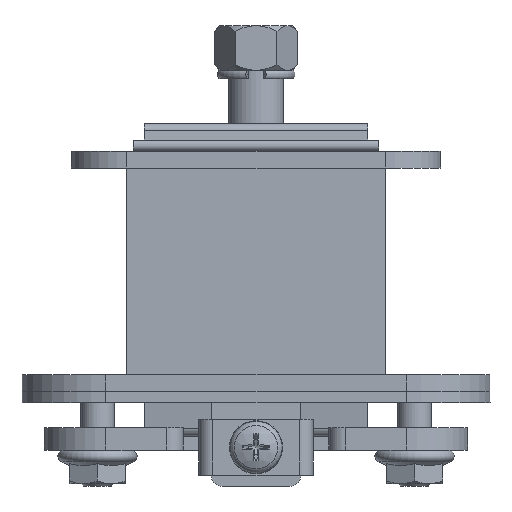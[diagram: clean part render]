
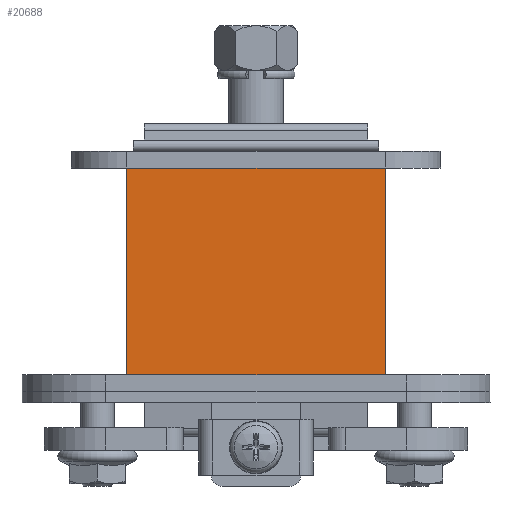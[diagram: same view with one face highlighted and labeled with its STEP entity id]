
A CAD part, front view. The second image highlights one B-rep face of the part: STEP entity #20688.
In plain terms, the highlighted planar face has unit normal (0, -1, 0).
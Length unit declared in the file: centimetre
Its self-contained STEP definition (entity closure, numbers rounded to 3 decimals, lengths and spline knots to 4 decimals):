
#1824=FACE_OUTER_BOUND('',#3145,.T.);
#3145=EDGE_LOOP('',(#17399,#17400,#17401,#17402));
#5645=LINE('',#35491,#7172);
#5720=LINE('',#35954,#7247);
#5726=LINE('',#35977,#7253);
#5727=LINE('',#35979,#7254);
#7172=VECTOR('',#28550,1.);
#7247=VECTOR('',#28825,1.);
#7253=VECTOR('',#28857,1.);
#7254=VECTOR('',#28860,1.);
#8902=VERTEX_POINT('',#35489);
#8903=VERTEX_POINT('',#35490);
#8989=VERTEX_POINT('',#35948);
#8991=VERTEX_POINT('',#35952);
#11682=EDGE_CURVE('',#8902,#8903,#5645,.T.);
#11821=EDGE_CURVE('',#8989,#8991,#5720,.T.);
#11831=EDGE_CURVE('',#8902,#8989,#5726,.T.);
#11832=EDGE_CURVE('',#8903,#8991,#5727,.T.);
#17399=ORIENTED_EDGE('',*,*,#11682,.F.);
#17400=ORIENTED_EDGE('',*,*,#11831,.T.);
#17401=ORIENTED_EDGE('',*,*,#11821,.T.);
#17402=ORIENTED_EDGE('',*,*,#11832,.F.);
#18679=PLANE('',#22950);
#20688=ADVANCED_FACE('',(#1824),#18679,.T.);
#22950=AXIS2_PLACEMENT_3D('',#35978,#28858,#28859);
#28550=DIRECTION('',(-1.,0.,0.));
#28825=DIRECTION('',(-1.,0.,0.));
#28857=DIRECTION('',(0.,0.,1.));
#28858=DIRECTION('center_axis',(0.,-1.,0.));
#28859=DIRECTION('ref_axis',(0.,0.,
-1.));
#28860=DIRECTION('',(0.,0.,1.));
#35489=CARTESIAN_POINT('',(2.31,-10.,-3.7));
#35490=CARTESIAN_POINT('',(-2.31,-10.,-3.7));
#35491=CARTESIAN_POINT('',(0.,-10.,-3.7));
#35948=CARTESIAN_POINT('',(2.31,-10.,0.));
#35952=CARTESIAN_POINT('',(-2.31,-10.,0.));
#35954=CARTESIAN_POINT('',(-7.72,-10.,0.));
#35977=CARTESIAN_POINT('',(2.31,-10.,-4.));
#35978=CARTESIAN_POINT('Origin',(1.52,-10.,-4.));
#35979=CARTESIAN_POINT('',(-2.31,-10.,-4.));
